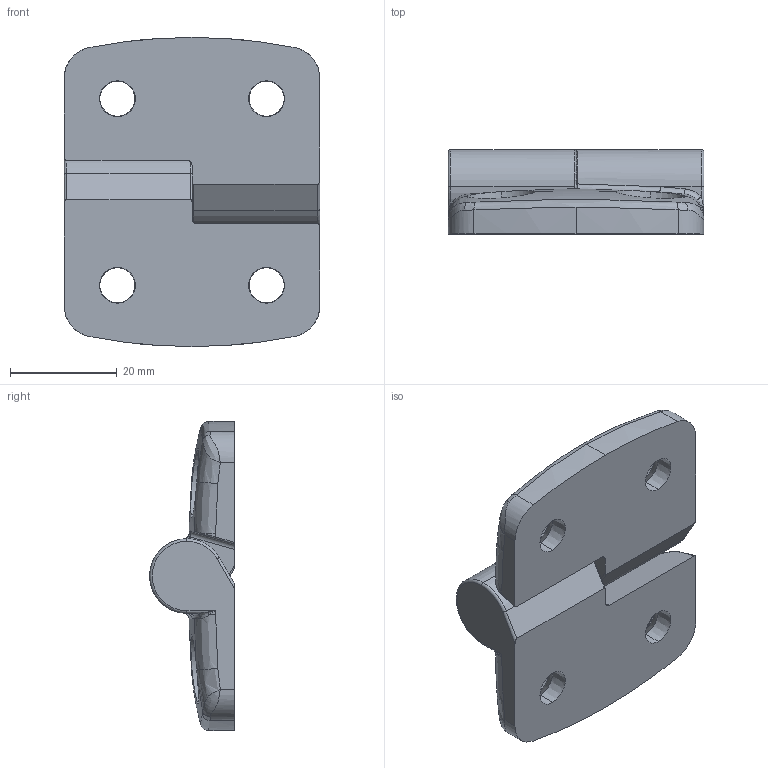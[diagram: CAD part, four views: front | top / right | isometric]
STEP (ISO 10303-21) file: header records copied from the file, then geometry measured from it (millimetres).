
FILE_DESCRIPTION (( 'STEP AP214' ), '1' );
FILE_NAME ('095e3030L.STEP', '2014-08-14T12:55:23', ( '' ), ( '' ), 'SwSTEP 2.0', 'SolidWorks 2014', '' );
FILE_SCHEMA (( 'AUTOMOTIVE_DESIGN' ));
Length unit declared in the file: millimetre
Products named in the file (3): 095e30L_095 e 30 L; 095e3030L; 095k-01_6-41
Assembly tree (3 placements, depth 2):
  095e3030L
    095e30L_095 e 30 L  x2
    095k-01_6-41
Bounding box: 48 x 15.9 x 58 mm (x, y, z)
Volume: 21067.3 mm3; surface area: 9944.2 mm2
Topology: 3 solids, 3 shells, 134 faces, 326 edges, 192 vertices
Faces by surface type: bspline 40, cylinder 38, cone 24, plane 20, torus 12
Entity records: 3270 total; most frequent: CARTESIAN_POINT 1597, ORIENTED_EDGE 346, DIRECTION 295, EDGE_CURVE 173, AXIS2_PLACEMENT_3D 123, VERTEX_POINT 104, EDGE_LOOP 79, FACE_OUTER_BOUND 74
